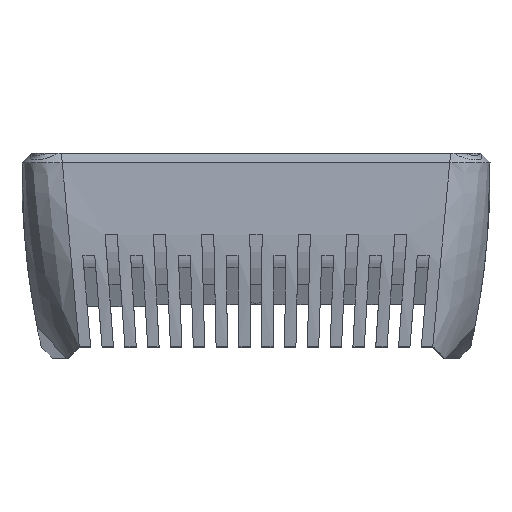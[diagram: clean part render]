
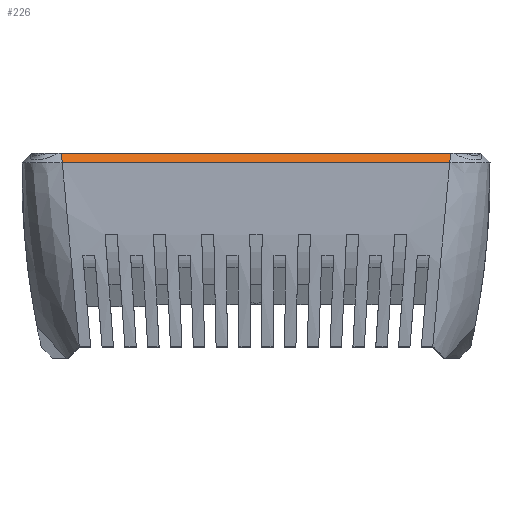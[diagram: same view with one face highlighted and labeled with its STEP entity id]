
A CAD part, front view. The second image highlights one B-rep face of the part: STEP entity #226.
In plain terms, the highlighted planar face has unit normal (0, -0.682, 0.732).
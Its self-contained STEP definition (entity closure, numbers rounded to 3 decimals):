
#226=ADVANCED_FACE('',(#758),#8397,.T.);
#758=FACE_OUTER_BOUND('',#1323,.T.);
#1323=EDGE_LOOP('',(#2576,#2577,#2578,#2579));
#2576=ORIENTED_EDGE('',*,*,#5104,.T.);
#2577=ORIENTED_EDGE('',*,*,#5105,.T.);
#2578=ORIENTED_EDGE('',*,*,#5103,.T.);
#2579=ORIENTED_EDGE('',*,*,#5106,.F.);
#5103=EDGE_CURVE('',#7724,#7657,#6945,.T.);
#5104=EDGE_CURVE('',#7640,#7725,#6946,.T.);
#5105=EDGE_CURVE('',#7725,#7724,#6947,.T.);
#5106=EDGE_CURVE('',#7640,#7657,#6948,.T.);
#6945=(
BOUNDED_CURVE()
B_SPLINE_CURVE(3,(#23747,#23748,#23749,#23750),.UNSPECIFIED.,.F.,.F.)
B_SPLINE_CURVE_WITH_KNOTS((4,4),(-4.398,0.),.UNSPECIFIED.)
CURVE()
GEOMETRIC_REPRESENTATION_ITEM()
RATIONAL_B_SPLINE_CURVE((1.,1.,1.,1.))
REPRESENTATION_ITEM('')
);
#6946=(
BOUNDED_CURVE()
B_SPLINE_CURVE(3,(#23751,#23752,#23753,#23754),.UNSPECIFIED.,.F.,.F.)
B_SPLINE_CURVE_WITH_KNOTS((4,4),(0.,4.398),.UNSPECIFIED.)
CURVE()
GEOMETRIC_REPRESENTATION_ITEM()
RATIONAL_B_SPLINE_CURVE((1.,1.,1.,1.))
REPRESENTATION_ITEM('')
);
#6947=(
BOUNDED_CURVE()
B_SPLINE_CURVE(1,(#23755,#23756),.UNSPECIFIED.,.F.,.F.)
B_SPLINE_CURVE_WITH_KNOTS((2,2),(0.,124.318),.UNSPECIFIED.)
CURVE()
GEOMETRIC_REPRESENTATION_ITEM()
RATIONAL_B_SPLINE_CURVE((1.,1.))
REPRESENTATION_ITEM('')
);
#6948=(
BOUNDED_CURVE()
B_SPLINE_CURVE(1,(#23757,#23758),.UNSPECIFIED.,.F.,.F.)
B_SPLINE_CURVE_WITH_KNOTS((2,2),(-157.432,-45.451),
 .UNSPECIFIED.)
CURVE()
GEOMETRIC_REPRESENTATION_ITEM()
RATIONAL_B_SPLINE_CURVE((1.,1.))
REPRESENTATION_ITEM('')
);
#7640=VERTEX_POINT('',#19197);
#7657=VERTEX_POINT('',#19214);
#7724=VERTEX_POINT('',#19281);
#7725=VERTEX_POINT('',#19282);
#8397=PLANE('',#8868);
#8868=AXIS2_PLACEMENT_3D('',#11422,#9325,$);
#9325=DIRECTION('',(0.,-0.682,0.732));
#11422=CARTESIAN_POINT('',(61.883,-112.186,0.007));
#19197=CARTESIAN_POINT('',(61.883,-112.186,0.007));
#19214=CARTESIAN_POINT('',(-61.883,-112.186,0.007));
#19281=CARTESIAN_POINT('',(-62.159,-108.975,3.));
#19282=CARTESIAN_POINT('',(62.159,-108.975,3.));
#23747=CARTESIAN_POINT('',(-62.159,-108.975,3.));
#23748=CARTESIAN_POINT('',(-62.067,-110.045,2.002));
#23749=CARTESIAN_POINT('',(-61.975,-111.115,1.005));
#23750=CARTESIAN_POINT('',(-61.883,-112.186,0.007));
#23751=CARTESIAN_POINT('',(61.883,-112.186,0.007));
#23752=CARTESIAN_POINT('',(61.975,-111.115,1.005));
#23753=CARTESIAN_POINT('',(62.067,-110.045,2.002));
#23754=CARTESIAN_POINT('',(62.159,-108.975,3.));
#23755=CARTESIAN_POINT('',(62.159,-108.975,3.));
#23756=CARTESIAN_POINT('',(-62.159,-108.975,3.));
#23757=CARTESIAN_POINT('',(61.883,-112.186,0.007));
#23758=CARTESIAN_POINT('',(-61.883,-112.186,0.007));
